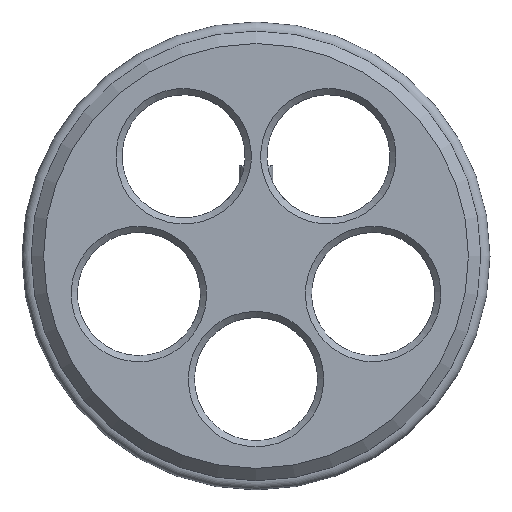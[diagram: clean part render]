
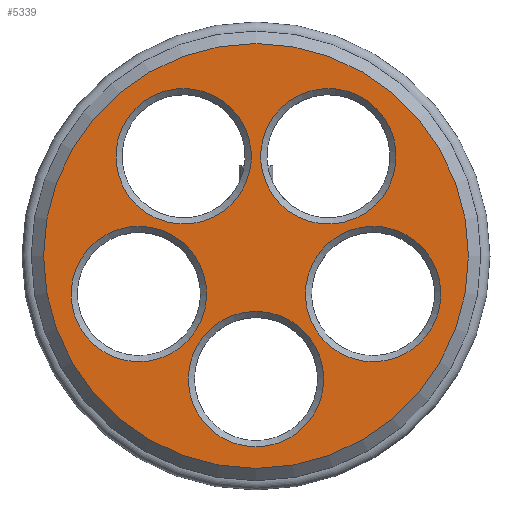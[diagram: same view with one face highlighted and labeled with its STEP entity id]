
A CAD part, top view. The second image highlights one B-rep face of the part: STEP entity #5339.
In plain terms, the highlighted planar face has unit normal (0, 0, 1).
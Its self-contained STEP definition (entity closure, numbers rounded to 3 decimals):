
#3577 = CONICAL_SURFACE('',#3578,10.,0.785);
#3578 = AXIS2_PLACEMENT_3D('',#3579,#3580,#3581);
#3579 = CARTESIAN_POINT('',(-11.756,16.18,4.));
#3580 = DIRECTION('',(0.,0.,1.));
#3581 = DIRECTION('',(-0.809,-0.588,0.
    ));
#3593 = VERTEX_POINT('',#3594);
#3594 = CARTESIAN_POINT('',(-20.655,9.715,5.));
#3615 = EDGE_CURVE('',#3593,#3593,#3616,.T.);
#3616 = SURFACE_CURVE('',#3617,(#3622,#3629),.PCURVE_S1.);
#3617 = CIRCLE('',#3618,11.);
#3618 = AXIS2_PLACEMENT_3D('',#3619,#3620,#3621);
#3619 = CARTESIAN_POINT('',(-11.756,16.18,5.));
#3620 = DIRECTION('',(0.,0.,-1.));
#3621 = DIRECTION('',(-0.809,-0.588,0.
    ));
#3622 = PCURVE('',#3577,#3623);
#3623 = DEFINITIONAL_REPRESENTATION('',(#3624),#3628);
#3624 = LINE('',#3625,#3626);
#3625 = CARTESIAN_POINT('',(-0.,1.));
#3626 = VECTOR('',#3627,1.);
#3627 = DIRECTION('',(-1.,0.));
#3628 = ( GEOMETRIC_REPRESENTATION_CONTEXT(2) 
PARAMETRIC_REPRESENTATION_CONTEXT() REPRESENTATION_CONTEXT('2D SPACE',''
  ) );
#3629 = PCURVE('',#3630,#3635);
#3630 = PLANE('',#3631);
#3631 = AXIS2_PLACEMENT_3D('',#3632,#3633,#3634);
#3632 = CARTESIAN_POINT('',(0.,0.,5.));
#3633 = DIRECTION('',(0.,0.,-1.));
#3634 = DIRECTION('',(1.,0.,0.));
#3635 = DEFINITIONAL_REPRESENTATION('',(#3636),#3640);
#3636 = CIRCLE('',#3637,11.);
#3637 = AXIS2_PLACEMENT_2D('',#3638,#3639);
#3638 = CARTESIAN_POINT('',(-11.756,-16.18));
#3639 = DIRECTION('',(-0.809,0.588));
#3640 = ( GEOMETRIC_REPRESENTATION_CONTEXT(2) 
PARAMETRIC_REPRESENTATION_CONTEXT() REPRESENTATION_CONTEXT('2D SPACE',''
  ) );
#5339 = ADVANCED_FACE('',(#5340,#5371,#5402,#5433,#5464,#5495),#3630,.F.
  );
#5340 = FACE_BOUND('',#5341,.T.);
#5341 = EDGE_LOOP('',(#5342));
#5342 = ORIENTED_EDGE('',*,*,#5343,.T.);
#5343 = EDGE_CURVE('',#5344,#5344,#5346,.T.);
#5344 = VERTEX_POINT('',#5345);
#5345 = CARTESIAN_POINT('',(2.857,22.646,5.));
#5346 = SURFACE_CURVE('',#5347,(#5352,#5359),.PCURVE_S1.);
#5347 = CIRCLE('',#5348,11.);
#5348 = AXIS2_PLACEMENT_3D('',#5349,#5350,#5351);
#5349 = CARTESIAN_POINT('',(11.756,16.18,5.));
#5350 = DIRECTION('',(0.,0.,-1.));
#5351 = DIRECTION('',(-0.809,0.588,0.
    ));
#5352 = PCURVE('',#3630,#5353);
#5353 = DEFINITIONAL_REPRESENTATION('',(#5354),#5358);
#5354 = CIRCLE('',#5355,11.);
#5355 = AXIS2_PLACEMENT_2D('',#5356,#5357);
#5356 = CARTESIAN_POINT('',(11.756,-16.18));
#5357 = DIRECTION('',(-0.809,-0.588));
#5358 = ( GEOMETRIC_REPRESENTATION_CONTEXT(2) 
PARAMETRIC_REPRESENTATION_CONTEXT() REPRESENTATION_CONTEXT('2D SPACE',''
  ) );
#5359 = PCURVE('',#5360,#5365);
#5360 = CONICAL_SURFACE('',#5361,10.,0.785);
#5361 = AXIS2_PLACEMENT_3D('',#5362,#5363,#5364);
#5362 = CARTESIAN_POINT('',(11.756,16.18,4.));
#5363 = DIRECTION('',(0.,0.,1.));
#5364 = DIRECTION('',(-0.809,0.588,0.
    ));
#5365 = DEFINITIONAL_REPRESENTATION('',(#5366),#5370);
#5366 = LINE('',#5367,#5368);
#5367 = CARTESIAN_POINT('',(-0.,1.));
#5368 = VECTOR('',#5369,1.);
#5369 = DIRECTION('',(-1.,0.));
#5370 = ( GEOMETRIC_REPRESENTATION_CONTEXT(2) 
PARAMETRIC_REPRESENTATION_CONTEXT() REPRESENTATION_CONTEXT('2D SPACE',''
  ) );
#5371 = FACE_BOUND('',#5372,.T.);
#5372 = EDGE_LOOP('',(#5373));
#5373 = ORIENTED_EDGE('',*,*,#5374,.F.);
#5374 = EDGE_CURVE('',#5375,#5375,#5377,.T.);
#5375 = VERTEX_POINT('',#5376);
#5376 = CARTESIAN_POINT('',(34.5,0.,5.));
#5377 = SURFACE_CURVE('',#5378,(#5383,#5390),.PCURVE_S1.);
#5378 = CIRCLE('',#5379,34.5);
#5379 = AXIS2_PLACEMENT_3D('',#5380,#5381,#5382);
#5380 = CARTESIAN_POINT('',(0.,0.,5.));
#5381 = DIRECTION('',(0.,0.,-1.));
#5382 = DIRECTION('',(1.,0.,0.));
#5383 = PCURVE('',#3630,#5384);
#5384 = DEFINITIONAL_REPRESENTATION('',(#5385),#5389);
#5385 = CIRCLE('',#5386,34.5);
#5386 = AXIS2_PLACEMENT_2D('',#5387,#5388);
#5387 = CARTESIAN_POINT('',(-0.,0.));
#5388 = DIRECTION('',(1.,0.));
#5389 = ( GEOMETRIC_REPRESENTATION_CONTEXT(2) 
PARAMETRIC_REPRESENTATION_CONTEXT() REPRESENTATION_CONTEXT('2D SPACE',''
  ) );
#5390 = PCURVE('',#5391,#5396);
#5391 = CONICAL_SURFACE('',#5392,34.5,0.785);
#5392 = AXIS2_PLACEMENT_3D('',#5393,#5394,#5395);
#5393 = CARTESIAN_POINT('',(0.,0.,5.));
#5394 = DIRECTION('',(0.,0.,-1.));
#5395 = DIRECTION('',(1.,0.,0.));
#5396 = DEFINITIONAL_REPRESENTATION('',(#5397),#5401);
#5397 = LINE('',#5398,#5399);
#5398 = CARTESIAN_POINT('',(0.,0.));
#5399 = VECTOR('',#5400,1.);
#5400 = DIRECTION('',(1.,0.));
#5401 = ( GEOMETRIC_REPRESENTATION_CONTEXT(2) 
PARAMETRIC_REPRESENTATION_CONTEXT() REPRESENTATION_CONTEXT('2D SPACE',''
  ) );
#5402 = FACE_BOUND('',#5403,.T.);
#5403 = EDGE_LOOP('',(#5404));
#5404 = ORIENTED_EDGE('',*,*,#5405,.T.);
#5405 = EDGE_CURVE('',#5406,#5406,#5408,.T.);
#5406 = VERTEX_POINT('',#5407);
#5407 = CARTESIAN_POINT('',(22.42,4.281,5.));
#5408 = SURFACE_CURVE('',#5409,(#5414,#5421),.PCURVE_S1.);
#5409 = CIRCLE('',#5410,11.);
#5410 = AXIS2_PLACEMENT_3D('',#5411,#5412,#5413);
#5411 = CARTESIAN_POINT('',(19.021,-6.18,5.));
#5412 = DIRECTION('',(0.,0.,-1.));
#5413 = DIRECTION('',(0.309,0.951,0.)
  );
#5414 = PCURVE('',#3630,#5415);
#5415 = DEFINITIONAL_REPRESENTATION('',(#5416),#5420);
#5416 = CIRCLE('',#5417,11.);
#5417 = AXIS2_PLACEMENT_2D('',#5418,#5419);
#5418 = CARTESIAN_POINT('',(19.021,6.18));
#5419 = DIRECTION('',(0.309,-0.951));
#5420 = ( GEOMETRIC_REPRESENTATION_CONTEXT(2) 
PARAMETRIC_REPRESENTATION_CONTEXT() REPRESENTATION_CONTEXT('2D SPACE',''
  ) );
#5421 = PCURVE('',#5422,#5427);
#5422 = CONICAL_SURFACE('',#5423,10.,0.785);
#5423 = AXIS2_PLACEMENT_3D('',#5424,#5425,#5426);
#5424 = CARTESIAN_POINT('',(19.021,-6.18,4.));
#5425 = DIRECTION('',(0.,0.,1.));
#5426 = DIRECTION('',(0.309,0.951,0.)
  );
#5427 = DEFINITIONAL_REPRESENTATION('',(#5428),#5432);
#5428 = LINE('',#5429,#5430);
#5429 = CARTESIAN_POINT('',(-0.,1.));
#5430 = VECTOR('',#5431,1.);
#5431 = DIRECTION('',(-1.,0.));
#5432 = ( GEOMETRIC_REPRESENTATION_CONTEXT(2) 
PARAMETRIC_REPRESENTATION_CONTEXT() REPRESENTATION_CONTEXT('2D SPACE',''
  ) );
#5433 = FACE_BOUND('',#5434,.T.);
#5434 = EDGE_LOOP('',(#5435));
#5435 = ORIENTED_EDGE('',*,*,#5436,.T.);
#5436 = EDGE_CURVE('',#5437,#5437,#5439,.T.);
#5437 = VERTEX_POINT('',#5438);
#5438 = CARTESIAN_POINT('',(11.,-20.,5.));
#5439 = SURFACE_CURVE('',#5440,(#5445,#5452),.PCURVE_S1.);
#5440 = CIRCLE('',#5441,11.);
#5441 = AXIS2_PLACEMENT_3D('',#5442,#5443,#5444);
#5442 = CARTESIAN_POINT('',(0.,-20.,5.));
#5443 = DIRECTION('',(0.,0.,-1.));
#5444 = DIRECTION('',(1.,0.,0.));
#5445 = PCURVE('',#3630,#5446);
#5446 = DEFINITIONAL_REPRESENTATION('',(#5447),#5451);
#5447 = CIRCLE('',#5448,11.);
#5448 = AXIS2_PLACEMENT_2D('',#5449,#5450);
#5449 = CARTESIAN_POINT('',(0.,20.));
#5450 = DIRECTION('',(1.,-0.));
#5451 = ( GEOMETRIC_REPRESENTATION_CONTEXT(2) 
PARAMETRIC_REPRESENTATION_CONTEXT() REPRESENTATION_CONTEXT('2D SPACE',''
  ) );
#5452 = PCURVE('',#5453,#5458);
#5453 = CONICAL_SURFACE('',#5454,10.,0.785);
#5454 = AXIS2_PLACEMENT_3D('',#5455,#5456,#5457);
#5455 = CARTESIAN_POINT('',(0.,-20.,4.));
#5456 = DIRECTION('',(0.,0.,1.));
#5457 = DIRECTION('',(1.,0.,0.));
#5458 = DEFINITIONAL_REPRESENTATION('',(#5459),#5463);
#5459 = LINE('',#5460,#5461);
#5460 = CARTESIAN_POINT('',(-0.,1.));
#5461 = VECTOR('',#5462,1.);
#5462 = DIRECTION('',(-1.,0.));
#5463 = ( GEOMETRIC_REPRESENTATION_CONTEXT(2) 
PARAMETRIC_REPRESENTATION_CONTEXT() REPRESENTATION_CONTEXT('2D SPACE',''
  ) );
#5464 = FACE_BOUND('',#5465,.T.);
#5465 = EDGE_LOOP('',(#5466));
#5466 = ORIENTED_EDGE('',*,*,#5467,.T.);
#5467 = EDGE_CURVE('',#5468,#5468,#5470,.T.);
#5468 = VERTEX_POINT('',#5469);
#5469 = CARTESIAN_POINT('',(-15.622,-16.642,5.));
#5470 = SURFACE_CURVE('',#5471,(#5476,#5483),.PCURVE_S1.);
#5471 = CIRCLE('',#5472,11.);
#5472 = AXIS2_PLACEMENT_3D('',#5473,#5474,#5475);
#5473 = CARTESIAN_POINT('',(-19.021,-6.18,5.));
#5474 = DIRECTION('',(0.,0.,-1.));
#5475 = DIRECTION('',(0.309,-0.951,0.)
  );
#5476 = PCURVE('',#3630,#5477);
#5477 = DEFINITIONAL_REPRESENTATION('',(#5478),#5482);
#5478 = CIRCLE('',#5479,11.);
#5479 = AXIS2_PLACEMENT_2D('',#5480,#5481);
#5480 = CARTESIAN_POINT('',(-19.021,6.18));
#5481 = DIRECTION('',(0.309,0.951));
#5482 = ( GEOMETRIC_REPRESENTATION_CONTEXT(2) 
PARAMETRIC_REPRESENTATION_CONTEXT() REPRESENTATION_CONTEXT('2D SPACE',''
  ) );
#5483 = PCURVE('',#5484,#5489);
#5484 = CONICAL_SURFACE('',#5485,10.,0.785);
#5485 = AXIS2_PLACEMENT_3D('',#5486,#5487,#5488);
#5486 = CARTESIAN_POINT('',(-19.021,-6.18,4.));
#5487 = DIRECTION('',(0.,0.,1.));
#5488 = DIRECTION('',(0.309,-0.951,0.)
  );
#5489 = DEFINITIONAL_REPRESENTATION('',(#5490),#5494);
#5490 = LINE('',#5491,#5492);
#5491 = CARTESIAN_POINT('',(-0.,1.));
#5492 = VECTOR('',#5493,1.);
#5493 = DIRECTION('',(-1.,0.));
#5494 = ( GEOMETRIC_REPRESENTATION_CONTEXT(2) 
PARAMETRIC_REPRESENTATION_CONTEXT() REPRESENTATION_CONTEXT('2D SPACE',''
  ) );
#5495 = FACE_BOUND('',#5496,.T.);
#5496 = EDGE_LOOP('',(#5497));
#5497 = ORIENTED_EDGE('',*,*,#3615,.T.);
